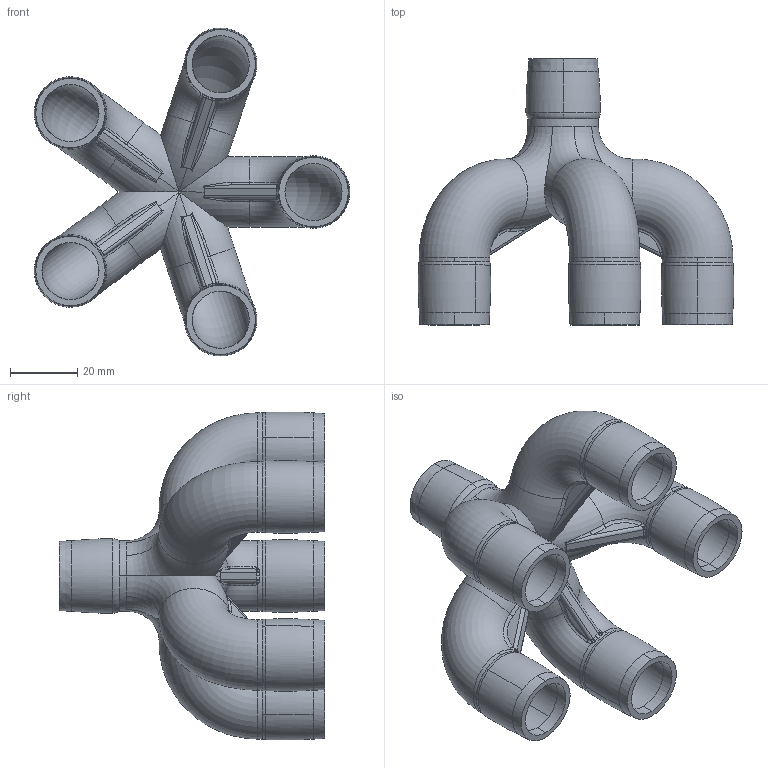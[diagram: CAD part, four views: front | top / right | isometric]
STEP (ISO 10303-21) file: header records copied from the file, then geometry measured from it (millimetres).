
FILE_DESCRIPTION (( 'STEP AP214' ), '1' );
FILE_NAME ('1-5way_splitter_BQ_SW-2018.STEP', '2020-06-04T13:21:16', ( '' ), ( '' ), 'SwSTEP 2.0', 'SolidWorks 2018', '' );
FILE_SCHEMA (( 'AUTOMOTIVE_DESIGN' ));
Length unit declared in the file: millimetre
Products named in the file (1): 1-5way_splitter_BQ_SW-2018
Bounding box: 93.91 x 79.14 x 97.63 mm (x, y, z)
Volume: 40926.9 mm3; surface area: 41539.5 mm2
Topology: 1 solids, 1 shells, 286 faces, 715 edges, 397 vertices
Faces by surface type: bspline 110, torus 74, plane 46, cylinder 44, cone 12
Entity records: 19033 total; most frequent: CARTESIAN_POINT 13210, ORIENTED_EDGE 1370, DIRECTION 1060, EDGE_CURVE 685, AXIS2_PLACEMENT_3D 488, VERTEX_POINT 397, CIRCLE 311, EDGE_LOOP 292
